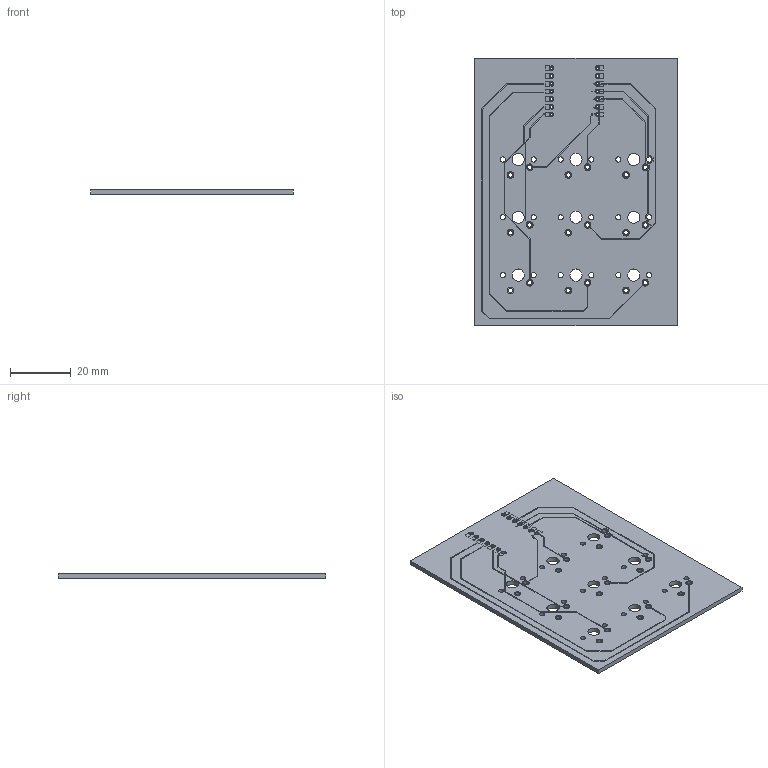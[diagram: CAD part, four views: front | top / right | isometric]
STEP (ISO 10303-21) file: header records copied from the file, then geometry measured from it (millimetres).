
FILE_DESCRIPTION(('KiCad electronic assembly'),'2;1');
FILE_NAME('macropad 1.step','2025-12-05T04:15:03',('Pcbnew'),('Kicad'), 'Open CASCADE STEP processor 7.8','KiCad to STEP converter','Unknown' );
FILE_SCHEMA(('AUTOMOTIVE_DESIGN { 1 0 10303 214 1 1 1 1 }'));
Length unit declared in the file: millimetre
Products named in the file (4): macropad 1 1; macropad_copper; macropad_pad; macropad_PCB
Assembly tree (3 placements, depth 2):
  macropad 1 1
    macropad_copper
    macropad_pad
    macropad_PCB
Bounding box: 66.67 x 88.11 x 1.59 mm (x, y, z)
Volume: 8594.6 mm3; surface area: 13510.6 mm2
Topology: 147 solids, 147 shells, 1145 faces, 2553 edges, 1702 vertices
Faces by surface type: plane 780, cylinder 365
Full cylindrical faces by diameter (mm): 0.839 x42, 0.889 x28, 1.45 x54, 1.5 x36, 1.524 x28, 1.7 x18, 2.2 x36, 4 x9
Entity records: 33184 total; most frequent: DIRECTION 5581, CARTESIAN_POINT 5404, ORIENTED_EDGE 5106, EDGE_CURVE 2553, AXIS2_PLACEMENT_3D 1879, LINE 1823, VECTOR 1823, VERTEX_POINT 1702
